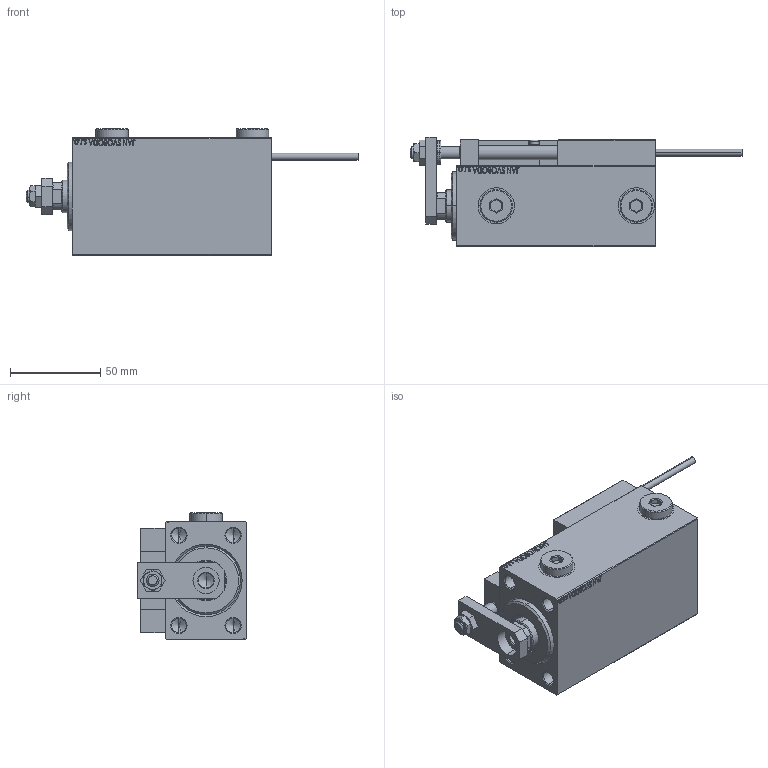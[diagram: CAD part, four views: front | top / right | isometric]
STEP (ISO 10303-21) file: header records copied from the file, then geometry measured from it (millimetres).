
FILE_DESCRIPTION (( 'STEP AP203' ), '1' );
FILE_NAME ('7725.STEP', '2024-02-13T07:01:00', ( '' ), ( '' ), 'SwSTEP 2.0', 'SolidWorks 2019', '' );
FILE_SCHEMA (( 'CONFIG_CONTROL_DESIGN' ));
Length unit declared in the file: millimetre
Products named in the file (17): V450CM_VC_B c0d3bfdb82642089e53fd7d8f95b0f85; ZARAZKA c0d3bfdb82642089e53fd7d8f95b0f85; ALLEN BOLT D8 c0d3bfdb82642089e53fd7d8f95b0f85; TYC_L79 c0d3bfdb82642089e53fd7d8f95b0f85; KONCOVKA c0d3bfdb82642089e53fd7d8f95b0f85; 7725; ALLEN BOLT D5 c0d3bfdb82642089e53fd7d8f95b0f85; V450CM_B_VCP c0d3bfdb82642089e53fd7d8f95b0f85; SWITCH DIM B,W c0d3bfdb82642089e53fd7d8f95b0f85; Block c0d3bfdb82642089e53fd7d8f95b0f85; NUT_D10 c0d3bfdb82642089e53fd7d8f95b0f85; MAGNET c0d3bfdb82642089e53fd7d8f95b0f85; NUT_D12 c0d3bfdb82642089e53fd7d8f95b0f85; SWITCH_X_FRONT_BACK c0d3bfdb82642089e53fd7d8f95b0f85; V450CM_B_Body c0d3bfdb82642089e53fd7d8f95b0f85; Zatka_OIL_PORT c0d3bfdb82642089e53fd7d8f95b0f85; SWITCH X c0d3bfdb82642089e53fd7d8f95b0f85
Assembly tree (27 placements, depth 3):
  7725
    V450CM_B_Body c0d3bfdb82642089e53fd7d8f95b0f85
    V450CM_B_VCP c0d3bfdb82642089e53fd7d8f95b0f85
    SWITCH X c0d3bfdb82642089e53fd7d8f95b0f85
      SWITCH_X_FRONT_BACK c0d3bfdb82642089e53fd7d8f95b0f85  x2
      TYC_L79 c0d3bfdb82642089e53fd7d8f95b0f85
      Block c0d3bfdb82642089e53fd7d8f95b0f85  x2
      ALLEN BOLT D5 c0d3bfdb82642089e53fd7d8f95b0f85  x4
      ALLEN BOLT D8 c0d3bfdb82642089e53fd7d8f95b0f85  x4
      MAGNET c0d3bfdb82642089e53fd7d8f95b0f85  x2
      KONCOVKA c0d3bfdb82642089e53fd7d8f95b0f85  x2
    NUT_D10 c0d3bfdb82642089e53fd7d8f95b0f85
    NUT_D12 c0d3bfdb82642089e53fd7d8f95b0f85
    SWITCH DIM B,W c0d3bfdb82642089e53fd7d8f95b0f85
    ZARAZKA c0d3bfdb82642089e53fd7d8f95b0f85
    V450CM_VC_B c0d3bfdb82642089e53fd7d8f95b0f85
    Zatka_OIL_PORT c0d3bfdb82642089e53fd7d8f95b0f85  x2
Bounding box: 183.7 x 60.5 x 69.9 mm (x, y, z)
Volume: 347033.1 mm3; surface area: 82382.1 mm2
Topology: 26 solids, 26 shells, 1372 faces, 3272 edges, 2070 vertices
Faces by surface type: plane 595, bspline 380, cylinder 200, cone 149, torus 44, sphere 4
Entity records: 52528 total; most frequent: CARTESIAN_POINT 26527, ORIENTED_EDGE 5452, DIRECTION 3779, EDGE_CURVE 2726, VERTEX_POINT 1770, VECTOR 1575, LINE 1575, EDGE_LOOP 1266
